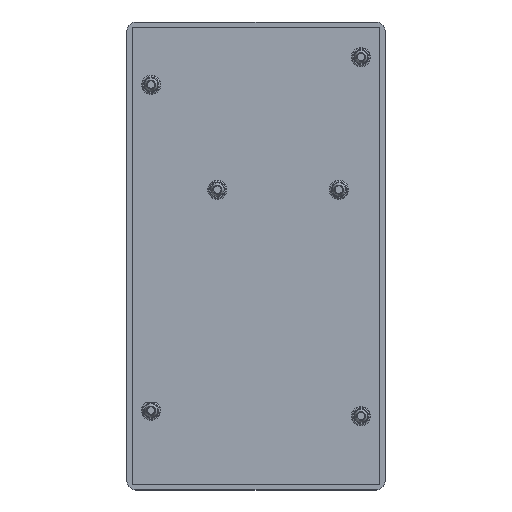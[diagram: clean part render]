
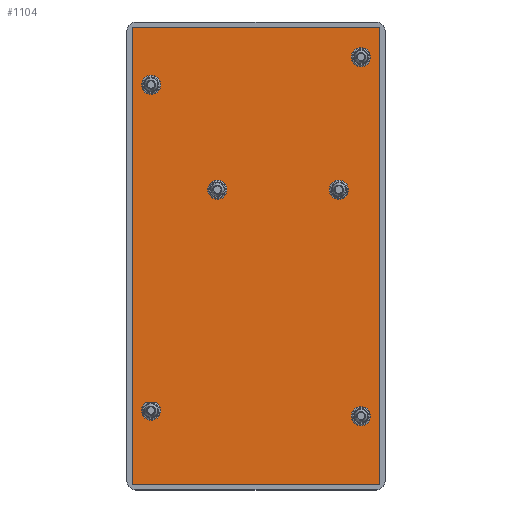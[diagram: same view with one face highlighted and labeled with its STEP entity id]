
A CAD part, top view. The second image highlights one B-rep face of the part: STEP entity #1104.
In plain terms, the highlighted planar face has unit normal (0, 0, 1).
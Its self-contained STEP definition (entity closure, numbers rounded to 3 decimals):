
#24=FACE_BOUND('',#320,.T.);
#25=FACE_BOUND('',#321,.T.);
#26=FACE_BOUND('',#322,.T.);
#27=FACE_BOUND('',#323,.T.);
#28=FACE_BOUND('',#324,.T.);
#29=FACE_BOUND('',#325,.T.);
#63=PLANE('',#1271);
#94=LINE('',#1988,#146);
#95=LINE('',#1990,#147);
#96=LINE('',#1992,#148);
#97=LINE('',#1993,#149);
#98=LINE('',#1994,#150);
#146=VECTOR('',#1600,10.);
#147=VECTOR('',#1601,10.);
#148=VECTOR('',#1602,10.);
#149=VECTOR('',#1603,10.);
#150=VECTOR('',#1604,10.);
#235=FACE_OUTER_BOUND('',#319,.T.);
#319=EDGE_LOOP('',(#893,#894,#895,#896));
#320=EDGE_LOOP('',(#897,#898));
#321=EDGE_LOOP('',(#899));
#322=EDGE_LOOP('',(#900));
#323=EDGE_LOOP('',(#901));
#324=EDGE_LOOP('',(#902));
#325=EDGE_LOOP('',(#903));
#426=CIRCLE('',#1267,2.2);
#428=CIRCLE('',#1270,2.2);
#429=CIRCLE('',#1272,2.2);
#430=CIRCLE('',#1273,2.2);
#431=CIRCLE('',#1274,2.2);
#432=CIRCLE('',#1275,2.2);
#513=VERTEX_POINT('',#1958);
#514=VERTEX_POINT('',#1969);
#515=VERTEX_POINT('',#1982);
#516=VERTEX_POINT('',#1986);
#517=VERTEX_POINT('',#1987);
#518=VERTEX_POINT('',#1989);
#519=VERTEX_POINT('',#1991);
#520=VERTEX_POINT('',#1995);
#521=VERTEX_POINT('',#1997);
#522=VERTEX_POINT('',#1999);
#523=VERTEX_POINT('',#2001);
#646=EDGE_CURVE('',#514,#513,#426,.T.);
#648=EDGE_CURVE('',#515,#515,#428,.T.);
#649=EDGE_CURVE('',#516,#517,#94,.T.);
#650=EDGE_CURVE('',#518,#516,#95,.F.);
#651=EDGE_CURVE('',#519,#518,#96,.F.);
#652=EDGE_CURVE('',#517,#519,#97,.T.);
#653=EDGE_CURVE('',#514,#513,#98,.T.);
#654=EDGE_CURVE('',#520,#520,#429,.T.);
#655=EDGE_CURVE('',#521,#521,#430,.T.);
#656=EDGE_CURVE('',#522,#522,#431,.T.);
#657=EDGE_CURVE('',#523,#523,#432,.T.);
#893=ORIENTED_EDGE('',*,*,#649,.F.);
#894=ORIENTED_EDGE('',*,*,#650,.F.);
#895=ORIENTED_EDGE('',*,*,#651,.F.);
#896=ORIENTED_EDGE('',*,*,#652,.F.);
#897=ORIENTED_EDGE('',*,*,#653,.T.);
#898=ORIENTED_EDGE('',*,*,#646,.F.);
#899=ORIENTED_EDGE('',*,*,#654,.F.);
#900=ORIENTED_EDGE('',*,*,#655,.F.);
#901=ORIENTED_EDGE('',*,*,#656,.F.);
#902=ORIENTED_EDGE('',*,*,#657,.F.);
#903=ORIENTED_EDGE('',*,*,#648,.F.);
#1104=ADVANCED_FACE('',(#235,#24,#25,#26,#27,#28,#29),#63,.F.);
#1267=AXIS2_PLACEMENT_3D('',#1980,#1590,#1591);
#1270=AXIS2_PLACEMENT_3D('',#1984,#1596,#1597);
#1271=AXIS2_PLACEMENT_3D('',#1985,#1598,#1599);
#1272=AXIS2_PLACEMENT_3D('',#1996,#1605,#1606);
#1273=AXIS2_PLACEMENT_3D('',#1998,#1607,#1608);
#1274=AXIS2_PLACEMENT_3D('',#2000,#1609,#1610);
#1275=AXIS2_PLACEMENT_3D('',#2002,#1611,#1612);
#1590=DIRECTION('center_axis',(0.,0.,1.));
#1591=DIRECTION('ref_axis',(0.,-1.,0.));
#1596=DIRECTION('center_axis',(0.,0.,1.));
#1597=DIRECTION('ref_axis',(-1.,0.,0.));
#1598=DIRECTION('center_axis',(0.,0.,-1.));
#1599=DIRECTION('ref_axis',(-1.,0.,0.));
#1600=DIRECTION('',(0.,-1.,0.));
#1601=DIRECTION('',(-1.,0.,0.));
#1602=DIRECTION('',(0.,-1.,0.));
#1603=DIRECTION('',(-1.,0.,0.));
#1604=DIRECTION('',(1.,0.,0.));
#1605=DIRECTION('center_axis',(0.,0.,1.));
#1606=DIRECTION('ref_axis',(-1.,0.,0.));
#1607=DIRECTION('center_axis',(0.,0.,1.));
#1608=DIRECTION('ref_axis',(-1.,0.,0.));
#1609=DIRECTION('center_axis',(0.,0.,1.));
#1610=DIRECTION('ref_axis',(-1.,0.,0.));
#1611=DIRECTION('center_axis',(0.,0.,1.));
#1612=DIRECTION('ref_axis',(-1.,0.,0.));
#1958=CARTESIAN_POINT('',(-49.625,17.1,-4.75));
#1969=CARTESIAN_POINT('',(-51.975,17.1,-4.75));
#1980=CARTESIAN_POINT('Origin',(-50.8,15.24,-4.75));
#1982=CARTESIAN_POINT('',(-0.34,13.97,-4.75));
#1984=CARTESIAN_POINT('Origin',(-2.54,13.97,-4.75));
#1985=CARTESIAN_POINT('Origin',(-26.67,50.8,-4.75));
#1986=CARTESIAN_POINT('',(1.75,103.35,-4.75));
#1987=CARTESIAN_POINT('',(1.75,-1.75,-4.75));
#1988=CARTESIAN_POINT('',(1.75,23.9,-4.75));
#1989=CARTESIAN_POINT('',(-55.09,103.35,-4.75));
#1990=CARTESIAN_POINT('',(-11.835,103.35,-4.75));
#1991=CARTESIAN_POINT('',(-55.09,-1.75,-4.75));
#1992=CARTESIAN_POINT('',(-55.09,77.7,-4.75));
#1993=CARTESIAN_POINT('',(-41.505,-1.75,-4.75));
#1994=CARTESIAN_POINT('',(-38.367,17.1,-4.75));
#1995=CARTESIAN_POINT('',(-48.6,90.17,-4.75));
#1996=CARTESIAN_POINT('Origin',(-50.8,90.17,-4.75));
#1997=CARTESIAN_POINT('',(-0.34,96.52,-4.75));
#1998=CARTESIAN_POINT('Origin',(-2.54,96.52,-4.75));
#1999=CARTESIAN_POINT('',(-5.42,66.04,-4.75));
#2000=CARTESIAN_POINT('Origin',(-7.62,66.04,-4.75));
#2001=CARTESIAN_POINT('',(-33.36,66.04,-4.75));
#2002=CARTESIAN_POINT('Origin',(-35.56,66.04,-4.75));
